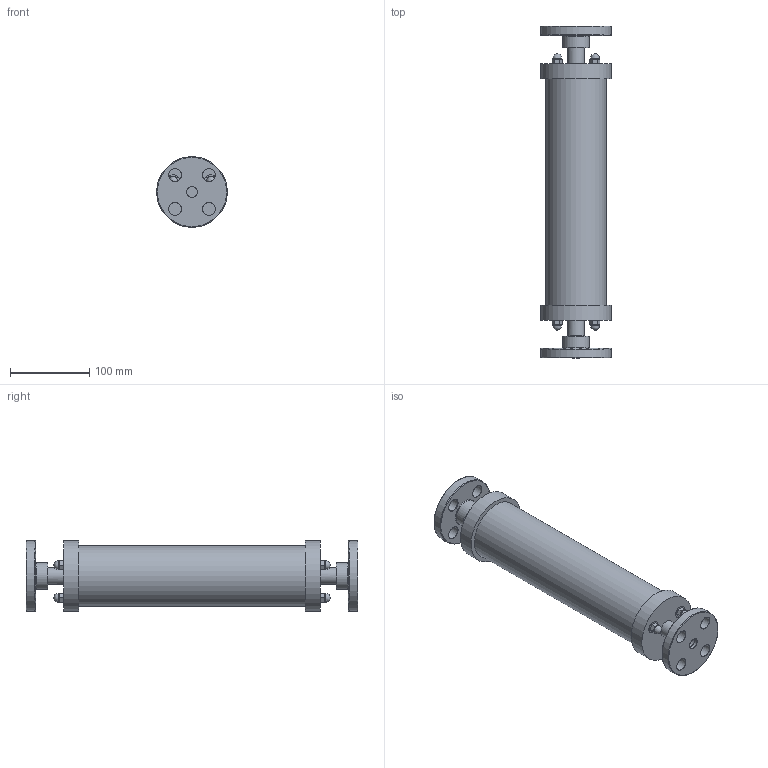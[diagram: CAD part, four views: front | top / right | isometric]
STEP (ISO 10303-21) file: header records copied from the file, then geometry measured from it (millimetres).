
FILE_DESCRIPTION((''),'2;1');
FILE_NAME('ACS#2-250-GCV-F_R0.stp','2017-07-24T14:40:20',('salesdesk5'),(''),'Autodesk Inventor 2009','Autodesk Inventor 2009','');
FILE_SCHEMA(('AUTOMOTIVE_DESIGN { 1 0 10303 214 1 1 1 1 }'));
Length unit declared in the file: inch
Products named in the file (1): ACS#2-250-GCV-F_R0
Bounding box: 88.9 x 419.1 x 88.9 mm (x, y, z)
Volume: 971244.8 mm3; surface area: 277333 mm2
Topology: 1 solids, 1 shells, 494 faces, 1276 edges, 820 vertices
Faces by surface type: bspline 348, cylinder 77, plane 41, torus 26, cone 2
Full cylindrical faces by diameter (mm): 4.763 x27, 5.105 x6, 7.137 x6, 13.36 x2, 15.875 x6, 16.002 x8, 33.541 x2, 40.005 x1, 68.58 x2, 69.85 x1, 76.2 x1, 77.47 x2, 88.9 x4
Entity records: 27911 total; most frequent: CARTESIAN_POINT 18549, ORIENTED_EDGE 2256, EDGE_CURVE 1128, DIRECTION 1092, VERTEX_POINT 792, EDGE_LOOP 612, B_SPLINE_CURVE_WITH_KNOTS 486, FACE_OUTER_BOUND 464
